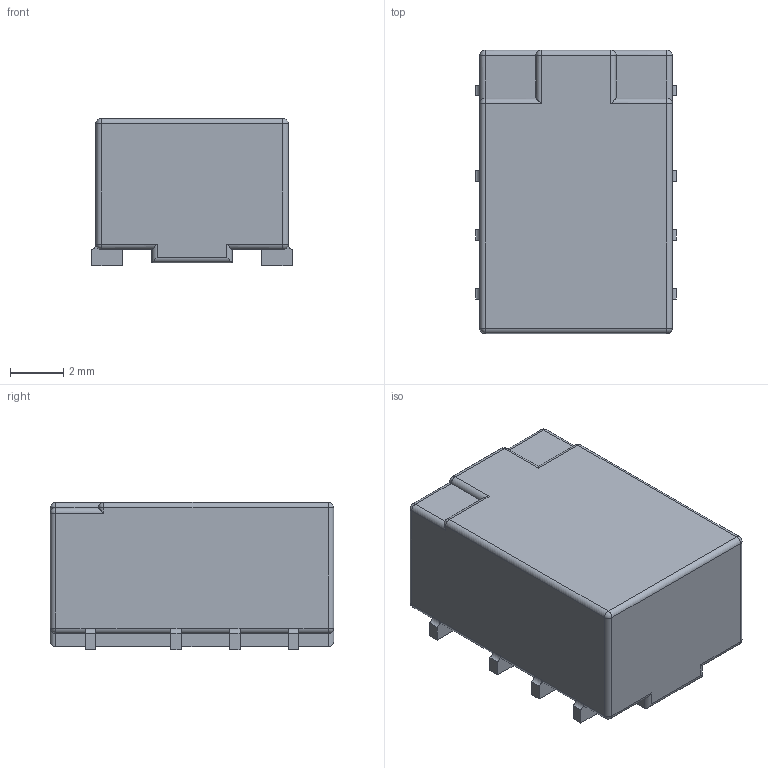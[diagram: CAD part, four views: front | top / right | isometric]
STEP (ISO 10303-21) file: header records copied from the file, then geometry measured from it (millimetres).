
FILE_DESCRIPTION(/* description */ (''),/* implementation_level */ '2;1');
FILE_NAME(/* name */ 'AGQ200S12Z v1.step',/* time_stamp */ '2023-02-06T14:57:02+01:00',/* author */ (''),/* organization */ (''),/* preprocessor_version */ 'ST-DEVELOPER v19.2',/* originating_system */ 'Autodesk Translation Framework v11.17.0.187',/* authorisation */ '');
FILE_SCHEMA (('AUTOMOTIVE_DESIGN { 1 0 10303 214 3 1 1 }'));
Length unit declared in the file: millimetre
Products named in the file (1): AGQ200S12Z
Bounding box: 7.5 x 10.6 x 5.5 mm (x, y, z)
Volume: 389.8 mm3; surface area: 348.1 mm2
Topology: 1 solids, 1 shells, 112 faces, 282 edges, 172 vertices
Faces by surface type: plane 52, cylinder 48, sphere 12
Entity records: 3337 total; most frequent: DIRECTION 590, CARTESIAN_POINT 567, ORIENTED_EDGE 564, EDGE_CURVE 282, LINE 200, VECTOR 200, AXIS2_PLACEMENT_3D 195, VERTEX_POINT 172
